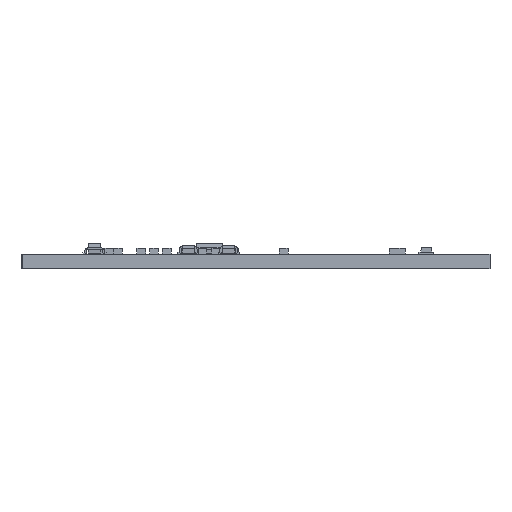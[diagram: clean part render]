
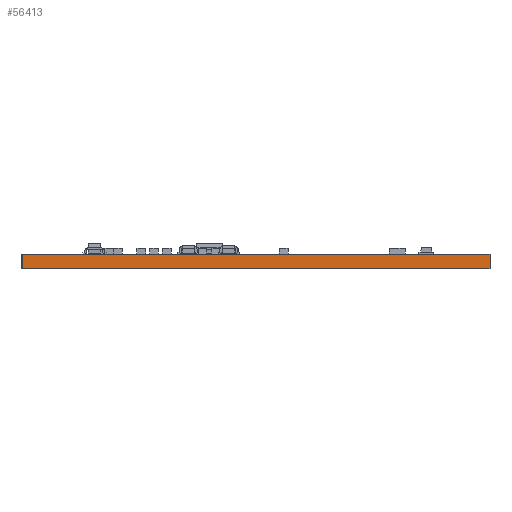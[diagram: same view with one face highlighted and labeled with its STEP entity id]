
A CAD part, front view. The second image highlights one B-rep face of the part: STEP entity #56413.
In plain terms, the highlighted planar face has unit normal (0, -1, 0).
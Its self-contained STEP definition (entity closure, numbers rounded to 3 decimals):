
#474 = VERTEX_POINT ( 'NONE', #26143 ) ;
#489 = VECTOR ( 'NONE', #14440, 1000. ) ;
#548 = DIRECTION ( 'NONE',  ( 1., 0., 0. ) ) ;
#966 = ORIENTED_EDGE ( 'NONE', *, *, #59856, .T. ) ;
#1066 = EDGE_LOOP ( 'NONE', ( #15798, #13761, #12729, #966 ) ) ;
#5241 = AXIS2_PLACEMENT_3D ( 'NONE', #22346, #22550, #37602 ) ;
#12729 = ORIENTED_EDGE ( 'NONE', *, *, #34904, .F. ) ;
#13761 = ORIENTED_EDGE ( 'NONE', *, *, #19549, .F. ) ;
#14440 = DIRECTION ( 'NONE',  ( 0., 0., -1. ) ) ;
#15798 = ORIENTED_EDGE ( 'NONE', *, *, #17641, .T. ) ;
#17641 = EDGE_CURVE ( 'NONE', #45819, #474, #40348, .T. ) ;
#19549 = EDGE_CURVE ( 'NONE', #43009, #474, #61613, .T. ) ;
#22346 = CARTESIAN_POINT ( 'NONE',  ( 0., 0., 1.575 ) ) ;
#22550 = DIRECTION ( 'NONE',  ( 0., 1., 0. ) ) ;
#25202 = DIRECTION ( 'NONE',  ( 0., 0., -1. ) ) ;
#26143 = CARTESIAN_POINT ( 'NONE',  ( 51.308, 0., 0. ) ) ;
#30326 = LINE ( 'NONE', #54933, #44922 ) ;
#31067 = CARTESIAN_POINT ( 'NONE',  ( 51.308, 0., 1.575 ) ) ;
#32426 = PLANE ( 'NONE',  #5241 ) ;
#32976 = LINE ( 'NONE', #57397, #44500 ) ;
#34904 = EDGE_CURVE ( 'NONE', #54309, #43009, #32976, .T. ) ;
#37276 = VECTOR ( 'NONE', #548, 1000. ) ;
#37602 = DIRECTION ( 'NONE',  ( 0., 0., 1. ) ) ;
#40348 = LINE ( 'NONE', #50239, #37276 ) ;
#43009 = VERTEX_POINT ( 'NONE', #31067 ) ;
#43867 = CARTESIAN_POINT ( 'NONE',  ( 0., 0., 1.575 ) ) ;
#44500 = VECTOR ( 'NONE', #63267, 1000. ) ;
#44922 = VECTOR ( 'NONE', #25202, 1000. ) ;
#45819 = VERTEX_POINT ( 'NONE', #61918 ) ;
#48852 = CARTESIAN_POINT ( 'NONE',  ( 51.308, 0., 1.575 ) ) ;
#50239 = CARTESIAN_POINT ( 'NONE',  ( 0., 0., 0. ) ) ;
#52554 = FACE_OUTER_BOUND ( 'NONE', #1066, .T. ) ;
#54309 = VERTEX_POINT ( 'NONE', #43867 ) ;
#54933 = CARTESIAN_POINT ( 'NONE',  ( 0., 0., 1.575 ) ) ;
#56413 = ADVANCED_FACE ( 'NONE', ( #52554 ), #32426, .F. ) ;
#57397 = CARTESIAN_POINT ( 'NONE',  ( 0., 0., 1.575 ) ) ;
#59856 = EDGE_CURVE ( 'NONE', #54309, #45819, #30326, .T. ) ;
#61613 = LINE ( 'NONE', #48852, #489 ) ;
#61918 = CARTESIAN_POINT ( 'NONE',  ( 0., 0., 0. ) ) ;
#63267 = DIRECTION ( 'NONE',  ( 1., 0., 0. ) ) ;
